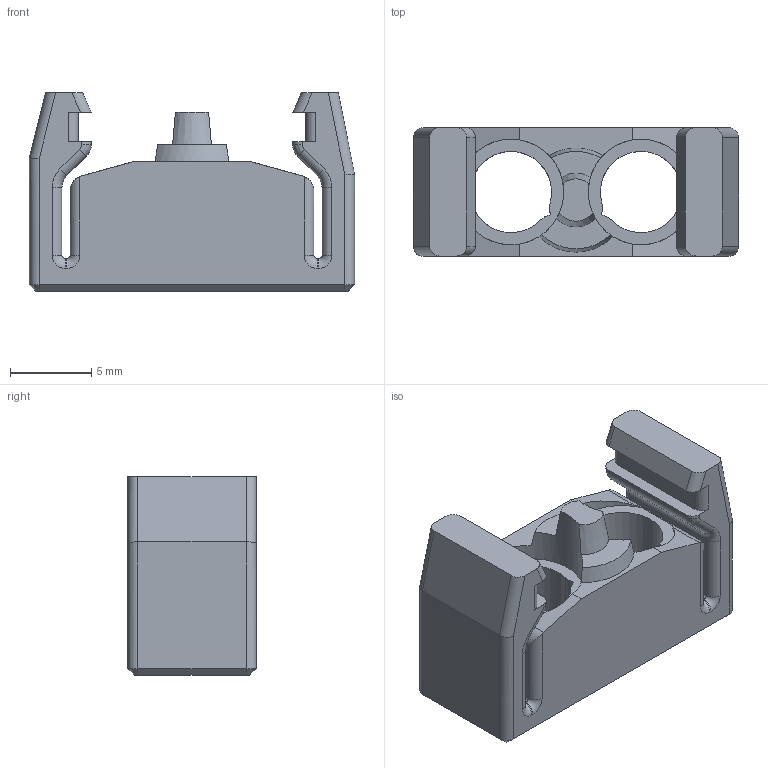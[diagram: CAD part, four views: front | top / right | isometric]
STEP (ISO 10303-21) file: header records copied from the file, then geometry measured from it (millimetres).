
FILE_DESCRIPTION(/* description */ (''),/* implementation_level */ '2;1');
FILE_NAME(/* name */ 'Lijnsensor_connector.step',/* time_stamp */ '2025-10-12T23:06:14+02:00',/* author */ (''),/* organization */ (''),/* preprocessor_version */ 'ST-DEVELOPER v20.1',/* originating_system */ 'Autodesk Translation Framework v14.17.0.0',/* authorisation */ '');
FILE_SCHEMA (('AUTOMOTIVE_DESIGN { 1 0 10303 214 3 1 1 }'));
Length unit declared in the file: millimetre
Products named in the file (1): Lijn sensor lego adapter door Joep
Bounding box: 20 x 7.9 x 12.2 mm (x, y, z)
Volume: 1032.2 mm3; surface area: 1296.1 mm2
Topology: 1 solids, 1 shells, 125 faces, 319 edges, 198 vertices
Faces by surface type: cylinder 55, plane 44, torus 12, cone 10, bspline 4
Full cylindrical faces by diameter (mm): 6.5 x2
Entity records: 3908 total; most frequent: CARTESIAN_POINT 783, DIRECTION 685, ORIENTED_EDGE 638, EDGE_CURVE 319, AXIS2_PLACEMENT_3D 264, VERTEX_POINT 198, LINE 157, VECTOR 157
